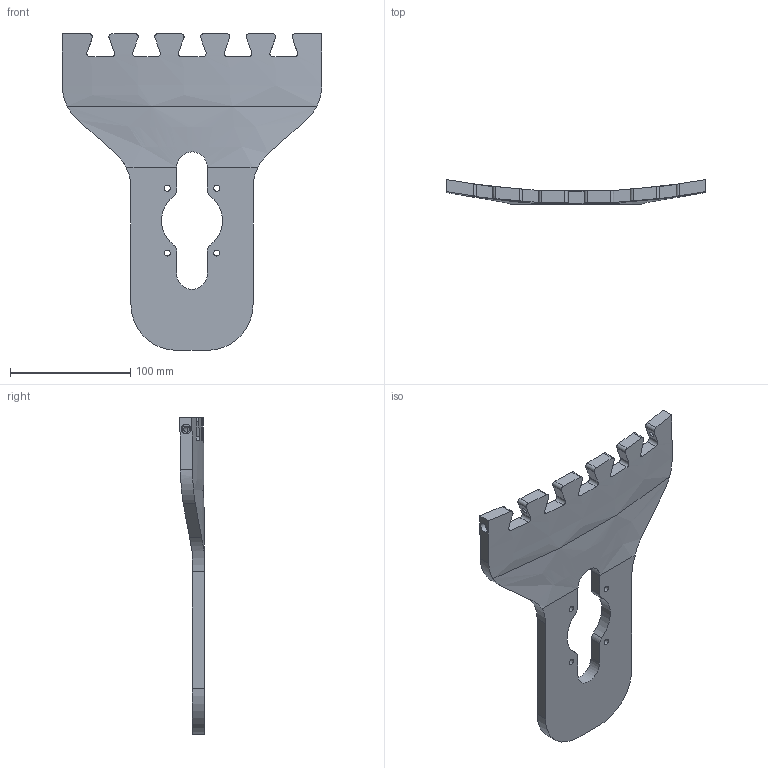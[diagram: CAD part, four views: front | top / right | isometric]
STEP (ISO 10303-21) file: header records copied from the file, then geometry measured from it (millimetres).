
FILE_DESCRIPTION(/* description */ (''),/* implementation_level */ '2;1');
FILE_NAME(/* name */ 'tail.stp',/* time_stamp */ '2024-03-27T00:06:09-07:00',/* author */ ('devan'),/* organization */ (''),/* preprocessor_version */ 'ST-DEVELOPER v20',/* originating_system */ 'Autodesk Inventor 2024',/* authorisation */ '');
FILE_SCHEMA (('AUTOMOTIVE_DESIGN { 1 0 10303 214 3 1 1 }'));
Length unit declared in the file: inch
Products named in the file (1): 36
Bounding box: 215.9 x 20.25 x 263.52 mm (x, y, z)
Volume: 303901.4 mm3; surface area: 76521.8 mm2
Topology: 1 solids, 1 shells, 86 faces, 246 edges, 164 vertices
Faces by surface type: cylinder 44, plane 38, torus 2, bspline 2
Full cylindrical faces by diameter (mm): 5 x8, 8 x2
Entity records: 3784 total; most frequent: CARTESIAN_POINT 1622, ORIENTED_EDGE 492, DIRECTION 360, EDGE_CURVE 246, VERTEX_POINT 164, AXIS2_PLACEMENT_3D 131, EDGE_LOOP 102, B_SPLINE_CURVE_WITH_KNOTS 102
